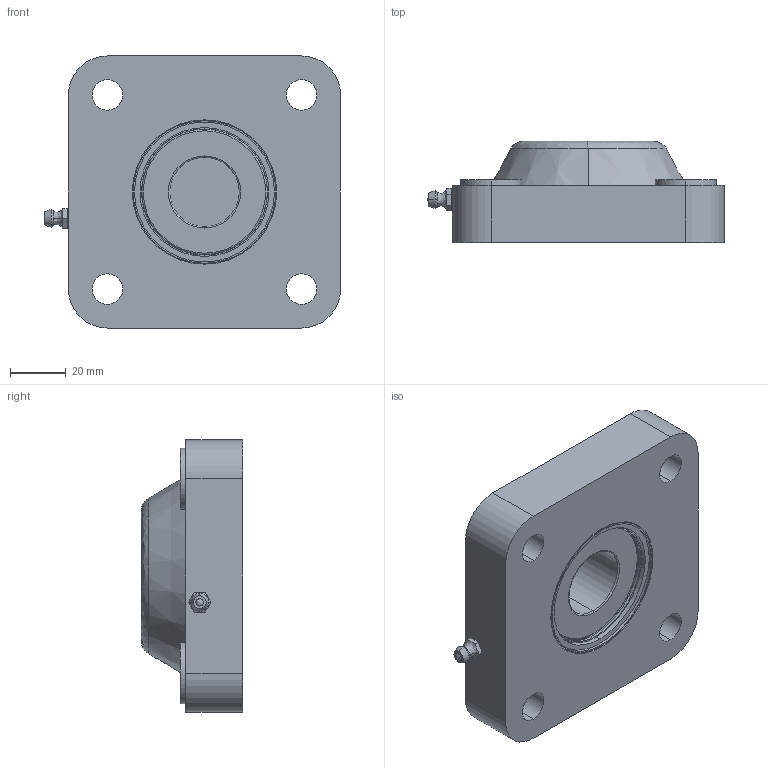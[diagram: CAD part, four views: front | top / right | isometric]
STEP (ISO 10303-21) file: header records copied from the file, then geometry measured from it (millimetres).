
FILE_DESCRIPTION (( 'STEP AP214' ), '1' );
FILE_NAME ('Rexnord-F 1205- 64433.STEP', '2023-07-14T07:45:20', ( '' ), ( '' ), 'SwSTEP 2.0', 'SolidWorks 2022', '' );
FILE_SCHEMA (( 'AUTOMOTIVE_DESIGN' ));
Length unit declared in the file: millimetre
Products named in the file (5): Rexnord-F 1205- 64433_CAP_25 CLOSE; Rexnord-F 1205- 64433; Rexnord-F 1205- 64433_HUB; Rexnord-F 1205- 64433_NIPPLE; Rexnord-F 1205- 64433_BEARING
Assembly tree (4 placements, depth 2):
  Rexnord-F 1205- 64433
    Rexnord-F 1205- 64433_HUB
    Rexnord-F 1205- 64433_BEARING
    Rexnord-F 1205- 64433_CAP_25 CLOSE
    Rexnord-F 1205- 64433_NIPPLE
Bounding box: 107 x 36.5 x 98 mm (x, y, z)
Volume: 191374.4 mm3; surface area: 61048 mm2
Topology: 5 solids, 5 shells, 176 faces, 397 edges, 254 vertices
Faces by surface type: cylinder 67, plane 60, cone 28, torus 12, bspline 9
Entity records: 6373 total; most frequent: CARTESIAN_POINT 1393, DIRECTION 899, ORIENTED_EDGE 794, EDGE_CURVE 397, AXIS2_PLACEMENT_3D 372, VERTEX_POINT 254, EDGE_LOOP 213, CIRCLE 198
